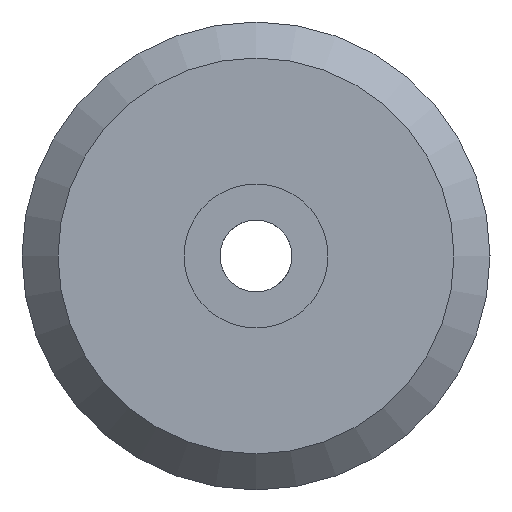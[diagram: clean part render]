
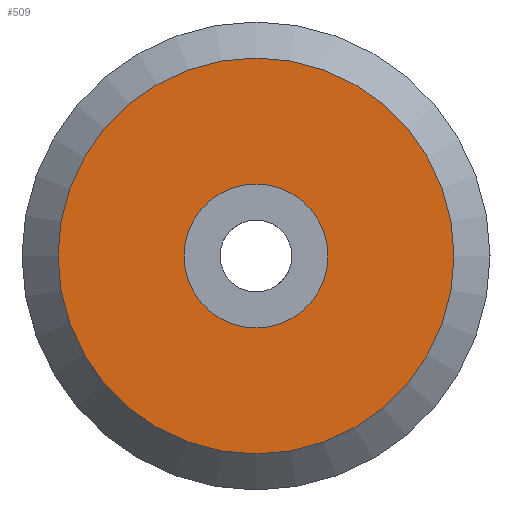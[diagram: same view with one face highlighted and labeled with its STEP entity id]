
A CAD part, left-side view. The second image highlights one B-rep face of the part: STEP entity #509.
In plain terms, the highlighted planar face has unit normal (-1, 0, 0).
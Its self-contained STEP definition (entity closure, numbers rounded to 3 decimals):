
#22 = VERTEX_POINT ( 'NONE', #141 ) ;
#34 = CIRCLE ( 'NONE', #460, 2. ) ;
#73 = DIRECTION ( 'NONE',  ( 1., 0., 0. ) ) ;
#100 = FACE_BOUND ( 'NONE', #420, .T. ) ;
#131 = DIRECTION ( 'NONE',  ( 0., 0., -1. ) ) ;
#141 = CARTESIAN_POINT ( 'NONE',  ( -103., 0., -2. ) ) ;
#158 = AXIS2_PLACEMENT_3D ( 'NONE', #170, #300, #487 ) ;
#170 = CARTESIAN_POINT ( 'NONE',  ( -103., 2., 0. ) ) ;
#173 = EDGE_CURVE ( 'NONE', #255, #255, #204, .T. ) ;
#177 = EDGE_LOOP ( 'NONE', ( #395 ) ) ;
#181 = CARTESIAN_POINT ( 'NONE',  ( -103., 0., -5.5 ) ) ;
#189 = DIRECTION ( 'NONE',  ( 0., 0., -1. ) ) ;
#204 = CIRCLE ( 'NONE', #356, 5.5 ) ;
#255 = VERTEX_POINT ( 'NONE', #181 ) ;
#300 = DIRECTION ( 'NONE',  ( -1., 0., 0. ) ) ;
#350 = CARTESIAN_POINT ( 'NONE',  ( -103., 0., 0. ) ) ;
#356 = AXIS2_PLACEMENT_3D ( 'NONE', #454, #73, #189 ) ;
#387 = PLANE ( 'NONE',  #158 ) ;
#391 = DIRECTION ( 'NONE',  ( 1., 0., 0. ) ) ;
#395 = ORIENTED_EDGE ( 'NONE', *, *, #173, .F. ) ;
#420 = EDGE_LOOP ( 'NONE', ( #468 ) ) ;
#441 = EDGE_CURVE ( 'NONE', #22, #22, #34, .T. ) ;
#454 = CARTESIAN_POINT ( 'NONE',  ( -103., 0., 0. ) ) ;
#460 = AXIS2_PLACEMENT_3D ( 'NONE', #350, #391, #131 ) ;
#468 = ORIENTED_EDGE ( 'NONE', *, *, #441, .T. ) ;
#487 = DIRECTION ( 'NONE',  ( 0., 0., 1. ) ) ;
#506 = FACE_OUTER_BOUND ( 'NONE', #177, .T. ) ;
#509 = ADVANCED_FACE ( 'NONE', ( #100, #506 ), #387, .T. ) ;
